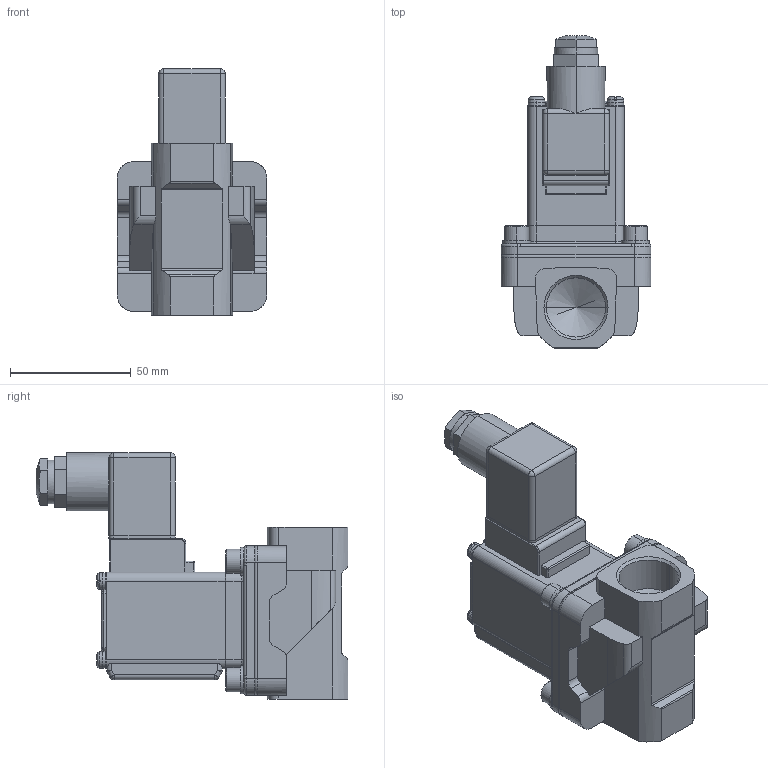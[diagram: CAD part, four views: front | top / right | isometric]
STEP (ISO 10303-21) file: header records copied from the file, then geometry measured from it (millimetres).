
FILE_DESCRIPTION (( 'STEP AP214' ), '1' );
FILE_NAME ('VXZ252HLA.step.step', '2018-07-03T09:01:56', ( '' ), ( '' ), 'SwSTEP 2.0', 'SolidWorks 2018', '' );
FILE_SCHEMA (( 'AUTOMOTIVE_DESIGN' ));
Length unit declared in the file: millimetre
Products named in the file (4): VXZ252HLA.step; VXZ252HLA.step_DIN; VXZ252HLA.step_Solenoid_Coil_5; VXZ252HLA.step_C37_Body_5H
Assembly tree (3 placements, depth 2):
  VXZ252HLA.step
    VXZ252HLA.step_C37_Body_5H
    VXZ252HLA.step_DIN
    VXZ252HLA.step_Solenoid_Coil_5
Bounding box: 62 x 128.93 x 101.8 mm (x, y, z)
Volume: 265991.8 mm3; surface area: 44434.8 mm2
Topology: 3 solids, 3 shells, 506 faces, 1257 edges, 757 vertices
Faces by surface type: plane 221, cylinder 173, cone 38, bspline 36, sphere 24, torus 14
Entity records: 20552 total; most frequent: CARTESIAN_POINT 7042, ORIENTED_EDGE 2458, DIRECTION 2416, EDGE_CURVE 1229, AXIS2_PLACEMENT_3D 887, VERTEX_POINT 757, VECTOR 642, LINE 642
